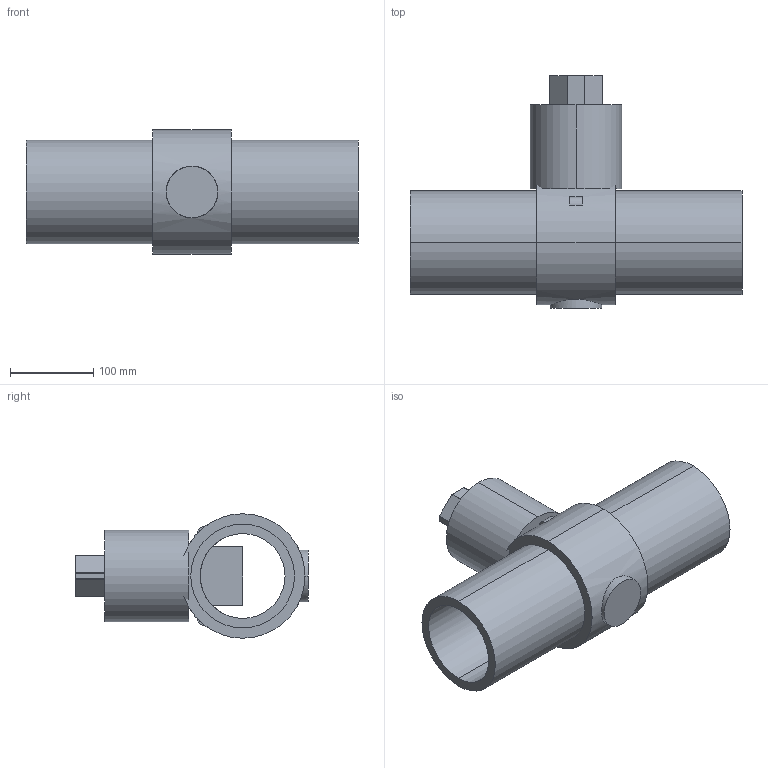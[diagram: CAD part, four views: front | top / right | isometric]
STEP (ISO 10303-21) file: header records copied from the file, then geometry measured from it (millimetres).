
FILE_DESCRIPTION (( 'STEP AP203' ), '1' );
FILE_NAME ('Ball Valve SDR11_135 117 9310 0125.step', '2022-06-27T11:04:45', ( '' ), ( '' ), 'SwSTEP 2.0', 'SolidWorks 2021', '' );
FILE_SCHEMA (( 'CONFIG_CONTROL_DESIGN' ));
Length unit declared in the file: millimetre
Products named in the file (1): Ball Valve SDR11_135 117 9310 0125
Bounding box: 400 x 280.01 x 150 mm (x, y, z)
Volume: 3357002.1 mm3; surface area: 388234.6 mm2
Topology: 2 solids, 2 shells, 54 faces, 126 edges, 84 vertices
Faces by surface type: plane 32, cylinder 22
Entity records: 1759 total; most frequent: CARTESIAN_POINT 391, DIRECTION 282, ORIENTED_EDGE 252, EDGE_CURVE 126, AXIS2_PLACEMENT_3D 103, VERTEX_POINT 84, VECTOR 76, LINE 76
